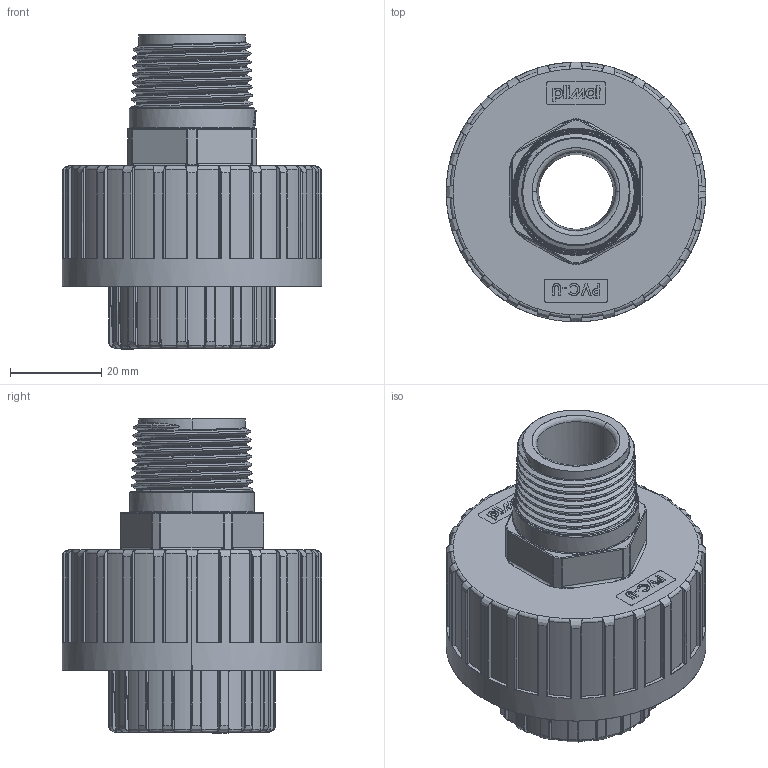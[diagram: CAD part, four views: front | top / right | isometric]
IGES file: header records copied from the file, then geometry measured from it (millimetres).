
Start section: SolidWorks IGES file using NURBS representation for surfaces
Global section: file name: 01 01 1207 034.IGS; native system: SolidWorks 2020; preprocessor: SolidWorks 2020; author: FRodrigues; date: 210422.070909; units: millimetre
Bounding box: 56.84 x 56.84 x 68.78 mm (x, y, z)
Surface area: 20058.5 mm2 (no closed solid volume)
Topology: 0 solids, 0 shells, 742 faces, 9130 edges, 9128 vertices
Faces by surface type: bspline 742
